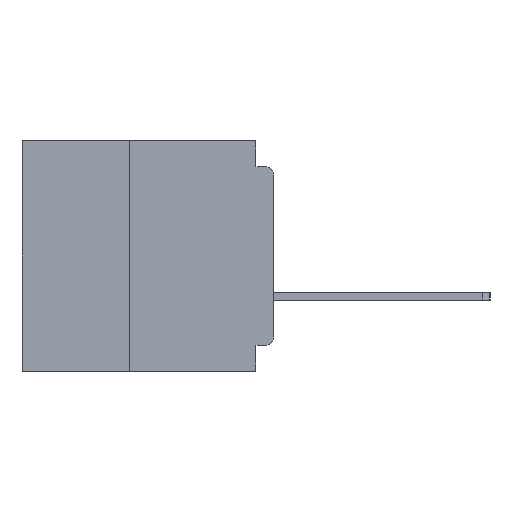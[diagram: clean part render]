
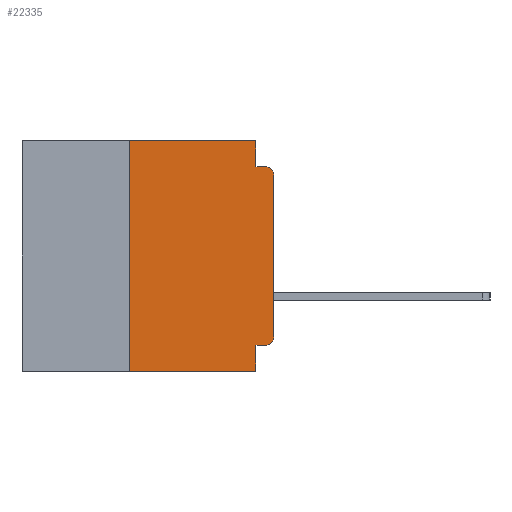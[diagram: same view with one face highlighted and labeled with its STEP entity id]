
A CAD part, left-side view. The second image highlights one B-rep face of the part: STEP entity #22335.
In plain terms, the highlighted planar face has unit normal (-1, 0, 0).
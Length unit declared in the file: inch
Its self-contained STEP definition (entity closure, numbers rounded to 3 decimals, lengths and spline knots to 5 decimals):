
#667 = VERTEX_POINT ( 'NONE', #23579 ) ;
#1212 = CARTESIAN_POINT ( 'NONE',  ( 0., 0., 0. ) ) ;
#1504 = CARTESIAN_POINT ( 'NONE',  ( 0., 0.031, -0.045 ) ) ;
#3648 = LINE ( 'NONE', #28534, #46522 ) ;
#3807 = DIRECTION ( 'NONE',  ( -1., 0., 0. ) ) ;
#4524 = AXIS2_PLACEMENT_3D ( 'NONE', #16324, #45273, #20565 ) ;
#4703 = VECTOR ( 'NONE', #12476, 39.37008 ) ;
#5786 = CARTESIAN_POINT ( 'NONE',  ( 0., 0.031, 0. ) ) ;
#5950 = DIRECTION ( 'NONE',  ( 0., -1., 0. ) ) ;
#6646 = ORIENTED_EDGE ( 'NONE', *, *, #28903, .T. ) ;
#6965 = VERTEX_POINT ( 'NONE', #52607 ) ;
#7118 = LINE ( 'NONE', #13779, #19595 ) ;
#7524 = ORIENTED_EDGE ( 'NONE', *, *, #47556, .T. ) ;
#7904 = CARTESIAN_POINT ( 'NONE',  ( 0., 0.031, 0. ) ) ;
#8077 = VERTEX_POINT ( 'NONE', #31982 ) ;
#8222 = VERTEX_POINT ( 'NONE', #7904 ) ;
#9095 = ORIENTED_EDGE ( 'NONE', *, *, #26110, .F. ) ;
#9743 = AXIS2_PLACEMENT_3D ( 'NONE', #28846, #3807, #32969 ) ;
#11095 = CARTESIAN_POINT ( 'NONE',  ( 0., 0.031, -0.355 ) ) ;
#11143 = FACE_OUTER_BOUND ( 'NONE', #48832, .T. ) ;
#12476 = DIRECTION ( 'NONE',  ( 0., 1., 0. ) ) ;
#13779 = CARTESIAN_POINT ( 'NONE',  ( 0., 0.437, 0. ) ) ;
#14710 = LINE ( 'NONE', #26030, #35507 ) ;
#15885 = VERTEX_POINT ( 'NONE', #43106 ) ;
#16324 = CARTESIAN_POINT ( 'NONE',  ( 0., 0.015, -0.06 ) ) ;
#17271 = LINE ( 'NONE', #21887, #52839 ) ;
#17602 = CARTESIAN_POINT ( 'NONE',  ( 0., 0.437, 0. ) ) ;
#17635 = LINE ( 'NONE', #1212, #37095 ) ;
#18237 = CIRCLE ( 'NONE', #4524, 0.015 ) ;
#19595 = VECTOR ( 'NONE', #46911, 39.37008 ) ;
#19907 = EDGE_CURVE ( 'NONE', #46417, #8077, #14710, .T. ) ;
#20565 = DIRECTION ( 'NONE',  ( 0., 0., -1. ) ) ;
#20966 = EDGE_CURVE ( 'NONE', #6965, #15885, #26363, .T. ) ;
#21887 = CARTESIAN_POINT ( 'NONE',  ( 0., 0.25, -0.4 ) ) ;
#22003 = DIRECTION ( 'NONE',  ( 0., 0., -1. ) ) ;
#22335 = ADVANCED_FACE ( 'NONE', ( #11143 ), #50666, .F. ) ;
#23579 = CARTESIAN_POINT ( 'NONE',  ( 0., 0.031, -0.4 ) ) ;
#24195 = DIRECTION ( 'NONE',  ( 0., 0., -1. ) ) ;
#24435 = ORIENTED_EDGE ( 'NONE', *, *, #31636, .F. ) ;
#24911 = VERTEX_POINT ( 'NONE', #31780 ) ;
#26030 = CARTESIAN_POINT ( 'NONE',  ( 0., 0., -0.045 ) ) ;
#26043 = DIRECTION ( 'NONE',  ( 0., 0., 1. ) ) ;
#26110 = EDGE_CURVE ( 'NONE', #44095, #667, #3648, .T. ) ;
#26273 = DIRECTION ( 'NONE',  ( 0., 0., 1. ) ) ;
#26363 = CIRCLE ( 'NONE', #9743, 0.015 ) ;
#28534 = CARTESIAN_POINT ( 'NONE',  ( 0., 0.031, -0.4 ) ) ;
#28846 = CARTESIAN_POINT ( 'NONE',  ( 0., 0.015, -0.34 ) ) ;
#28903 = EDGE_CURVE ( 'NONE', #34951, #667, #39261, .T. ) ;
#29623 = ORIENTED_EDGE ( 'NONE', *, *, #39934, .F. ) ;
#31636 = EDGE_CURVE ( 'NONE', #24911, #8222, #7118, .T. ) ;
#31780 = CARTESIAN_POINT ( 'NONE',  ( 0., 0.25, 0. ) ) ;
#31788 = VECTOR ( 'NONE', #39098, 39.37008 ) ;
#31982 = CARTESIAN_POINT ( 'NONE',  ( 0., 0.015, -0.045 ) ) ;
#32045 = EDGE_CURVE ( 'NONE', #37837, #8077, #18237, .T. ) ;
#32625 = ORIENTED_EDGE ( 'NONE', *, *, #51368, .F. ) ;
#32969 = DIRECTION ( 'NONE',  ( 0., 0., -1. ) ) ;
#33404 = CARTESIAN_POINT ( 'NONE',  ( 0., 0., -0.355 ) ) ;
#34407 = EDGE_CURVE ( 'NONE', #34951, #24911, #17271, .T. ) ;
#34951 = VERTEX_POINT ( 'NONE', #50315 ) ;
#35090 = CARTESIAN_POINT ( 'NONE',  ( 0., 0.437, -0.4 ) ) ;
#35507 = VECTOR ( 'NONE', #50720, 39.37008 ) ;
#35650 = LINE ( 'NONE', #5786, #31788 ) ;
#36653 = VECTOR ( 'NONE', #5950, 39.37008 ) ;
#37095 = VECTOR ( 'NONE', #26273, 39.37008 ) ;
#37837 = VERTEX_POINT ( 'NONE', #39166 ) ;
#37925 = LINE ( 'NONE', #33404, #4703 ) ;
#39045 = AXIS2_PLACEMENT_3D ( 'NONE', #17602, #46695, #22003 ) ;
#39098 = DIRECTION ( 'NONE',  ( 0., 0., -1. ) ) ;
#39166 = CARTESIAN_POINT ( 'NONE',  ( 0., 0., -0.06 ) ) ;
#39261 = LINE ( 'NONE', #35090, #36653 ) ;
#39934 = EDGE_CURVE ( 'NONE', #8222, #46417, #35650, .T. ) ;
#40372 = ORIENTED_EDGE ( 'NONE', *, *, #34407, .F. ) ;
#41305 = ORIENTED_EDGE ( 'NONE', *, *, #19907, .F. ) ;
#43106 = CARTESIAN_POINT ( 'NONE',  ( 0., 0., -0.34 ) ) ;
#44095 = VERTEX_POINT ( 'NONE', #11095 ) ;
#45273 = DIRECTION ( 'NONE',  ( -1., 0., 0. ) ) ;
#46417 = VERTEX_POINT ( 'NONE', #1504 ) ;
#46522 = VECTOR ( 'NONE', #24195, 39.37008 ) ;
#46695 = DIRECTION ( 'NONE',  ( 1., 0., 0. ) ) ;
#46911 = DIRECTION ( 'NONE',  ( 0., -1., 0. ) ) ;
#47556 = EDGE_CURVE ( 'NONE', #15885, #37837, #17635, .T. ) ;
#47941 = ORIENTED_EDGE ( 'NONE', *, *, #32045, .T. ) ;
#48832 = EDGE_LOOP ( 'NONE', ( #7524, #47941, #41305, #29623, #24435, #40372, #6646, #9095, #32625, #49804 ) ) ;
#49804 = ORIENTED_EDGE ( 'NONE', *, *, #20966, .T. ) ;
#50315 = CARTESIAN_POINT ( 'NONE',  ( 0., 0.25, -0.4 ) ) ;
#50666 = PLANE ( 'NONE',  #39045 ) ;
#50720 = DIRECTION ( 'NONE',  ( 0., -1., 0. ) ) ;
#51368 = EDGE_CURVE ( 'NONE', #6965, #44095, #37925, .T. ) ;
#52607 = CARTESIAN_POINT ( 'NONE',  ( 0., 0.015, -0.355 ) ) ;
#52839 = VECTOR ( 'NONE', #26043, 39.37008 ) ;
